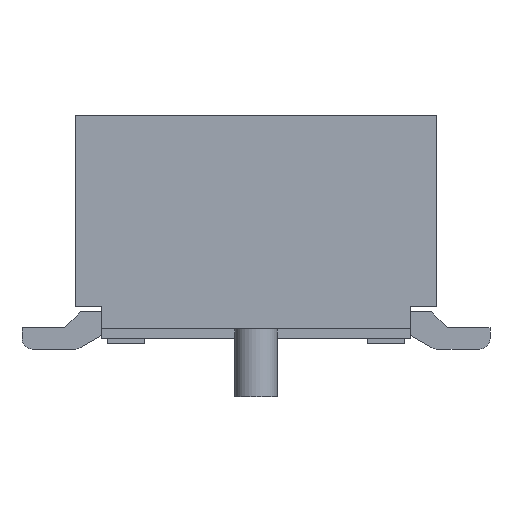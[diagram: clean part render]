
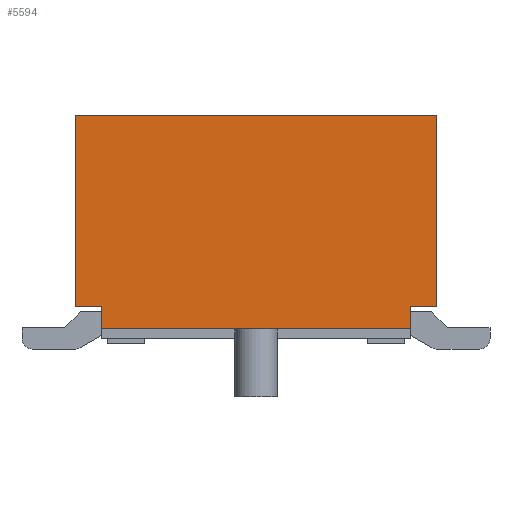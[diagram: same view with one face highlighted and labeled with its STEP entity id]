
A CAD part, left-side view. The second image highlights one B-rep face of the part: STEP entity #5594.
In plain terms, the highlighted planar face has unit normal (-1, 0, 0).
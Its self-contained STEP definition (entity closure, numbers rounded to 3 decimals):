
#225 = PLANE('',#226);
#226 = AXIS2_PLACEMENT_3D('',#227,#228,#229);
#227 = CARTESIAN_POINT('',(3.45,1.45,1.05));
#228 = DIRECTION('',(0.,-1.,0.));
#229 = DIRECTION('',(1.,0.,0.));
#1835 = VERTEX_POINT('',#1836);
#1836 = CARTESIAN_POINT('',(-3.45,1.45,0.09));
#1850 = PLANE('',#1851);
#1851 = AXIS2_PLACEMENT_3D('',#1852,#1853,#1854);
#1852 = CARTESIAN_POINT('',(-3.45,-1.45,0.09));
#1853 = DIRECTION('',(0.,0.,1.));
#1854 = DIRECTION('',(0.,-1.,0.));
#1862 = EDGE_CURVE('',#1835,#1863,#1865,.T.);
#1863 = VERTEX_POINT('',#1864);
#1864 = CARTESIAN_POINT('',(-3.45,1.45,0.3));
#1865 = SURFACE_CURVE('',#1866,(#1870,#1877),.PCURVE_S1.);
#1866 = LINE('',#1867,#1868);
#1867 = CARTESIAN_POINT('',(-3.45,1.45,1.05));
#1868 = VECTOR('',#1869,1.);
#1869 = DIRECTION('',(0.,0.,1.));
#1870 = PCURVE('',#225,#1871);
#1871 = DEFINITIONAL_REPRESENTATION('',(#1872),#1876);
#1872 = LINE('',#1873,#1874);
#1873 = CARTESIAN_POINT('',(-6.9,0.));
#1874 = VECTOR('',#1875,1.);
#1875 = DIRECTION('',(0.,1.));
#1876 = ( GEOMETRIC_REPRESENTATION_CONTEXT(2) 
PARAMETRIC_REPRESENTATION_CONTEXT() REPRESENTATION_CONTEXT('2D SPACE',''
  ) );
#1877 = PCURVE('',#1878,#1883);
#1878 = PLANE('',#1879);
#1879 = AXIS2_PLACEMENT_3D('',#1880,#1881,#1882);
#1880 = CARTESIAN_POINT('',(-3.45,3.25,1.05));
#1881 = DIRECTION('',(1.,0.,0.));
#1882 = DIRECTION('',(0.,1.,0.));
#1883 = DEFINITIONAL_REPRESENTATION('',(#1884),#1888);
#1884 = LINE('',#1885,#1886);
#1885 = CARTESIAN_POINT('',(-1.8,0.));
#1886 = VECTOR('',#1887,1.);
#1887 = DIRECTION('',(0.,1.));
#1888 = ( GEOMETRIC_REPRESENTATION_CONTEXT(2) 
PARAMETRIC_REPRESENTATION_CONTEXT() REPRESENTATION_CONTEXT('2D SPACE',''
  ) );
#1906 = PLANE('',#1907);
#1907 = AXIS2_PLACEMENT_3D('',#1908,#1909,#1910);
#1908 = CARTESIAN_POINT('',(3.45,3.25,0.3));
#1909 = DIRECTION('',(0.,0.,1.));
#1910 = DIRECTION('',(0.,-1.,0.));
#2370 = PLANE('',#2371);
#2371 = AXIS2_PLACEMENT_3D('',#2372,#2373,#2374);
#2372 = CARTESIAN_POINT('',(3.45,-1.45,1.05));
#2373 = DIRECTION('',(0.,1.,0.));
#2374 = DIRECTION('',(-1.,0.,0.));
#4342 = PLANE('',#4343);
#4343 = AXIS2_PLACEMENT_3D('',#4344,#4345,#4346);
#4344 = CARTESIAN_POINT('',(3.45,1.7,1.05));
#4345 = DIRECTION('',(0.,-1.,0.));
#4346 = DIRECTION('',(1.,0.,0.));
#4370 = PLANE('',#4371);
#4371 = AXIS2_PLACEMENT_3D('',#4372,#4373,#4374);
#4372 = CARTESIAN_POINT('',(3.45,3.25,2.1));
#4373 = DIRECTION('',(0.,0.,-1.));
#4374 = DIRECTION('',(0.,1.,0.));
#4398 = PLANE('',#4399);
#4399 = AXIS2_PLACEMENT_3D('',#4400,#4401,#4402);
#4400 = CARTESIAN_POINT('',(3.45,-1.7,1.05));
#4401 = DIRECTION('',(0.,-1.,0.));
#4402 = DIRECTION('',(1.,0.,0.));
#4426 = PLANE('',#4427);
#4427 = AXIS2_PLACEMENT_3D('',#4428,#4429,#4430);
#4428 = CARTESIAN_POINT('',(3.45,3.25,0.3));
#4429 = DIRECTION('',(0.,0.,-1.));
#4430 = DIRECTION('',(0.,1.,0.));
#5594 = ADVANCED_FACE('',(#5595),#1878,.F.);
#5595 = FACE_BOUND('',#5596,.T.);
#5596 = EDGE_LOOP('',(#5597,#5598,#5621,#5644,#5667,#5690,#5713,#5736));
#5597 = ORIENTED_EDGE('',*,*,#1862,.F.);
#5598 = ORIENTED_EDGE('',*,*,#5599,.F.);
#5599 = EDGE_CURVE('',#5600,#1835,#5602,.T.);
#5600 = VERTEX_POINT('',#5601);
#5601 = CARTESIAN_POINT('',(-3.45,-1.45,0.09));
#5602 = SURFACE_CURVE('',#5603,(#5607,#5614),.PCURVE_S1.);
#5603 = LINE('',#5604,#5605);
#5604 = CARTESIAN_POINT('',(-3.45,1.45,0.09));
#5605 = VECTOR('',#5606,1.);
#5606 = DIRECTION('',(0.,1.,0.));
#5607 = PCURVE('',#1878,#5608);
#5608 = DEFINITIONAL_REPRESENTATION('',(#5609),#5613);
#5609 = LINE('',#5610,#5611);
#5610 = CARTESIAN_POINT('',(-1.8,-0.96));
#5611 = VECTOR('',#5612,1.);
#5612 = DIRECTION('',(1.,0.));
#5613 = ( GEOMETRIC_REPRESENTATION_CONTEXT(2) 
PARAMETRIC_REPRESENTATION_CONTEXT() REPRESENTATION_CONTEXT('2D SPACE',''
  ) );
#5614 = PCURVE('',#1850,#5615);
#5615 = DEFINITIONAL_REPRESENTATION('',(#5616),#5620);
#5616 = LINE('',#5617,#5618);
#5617 = CARTESIAN_POINT('',(-2.9,0.));
#5618 = VECTOR('',#5619,1.);
#5619 = DIRECTION('',(-1.,0.));
#5620 = ( GEOMETRIC_REPRESENTATION_CONTEXT(2) 
PARAMETRIC_REPRESENTATION_CONTEXT() REPRESENTATION_CONTEXT('2D SPACE',''
  ) );
#5621 = ORIENTED_EDGE('',*,*,#5622,.F.);
#5622 = EDGE_CURVE('',#5623,#5600,#5625,.T.);
#5623 = VERTEX_POINT('',#5624);
#5624 = CARTESIAN_POINT('',(-3.45,-1.45,0.3));
#5625 = SURFACE_CURVE('',#5626,(#5630,#5637),.PCURVE_S1.);
#5626 = LINE('',#5627,#5628);
#5627 = CARTESIAN_POINT('',(-3.45,-1.45,1.05));
#5628 = VECTOR('',#5629,1.);
#5629 = DIRECTION('',(0.,0.,-1.));
#5630 = PCURVE('',#1878,#5631);
#5631 = DEFINITIONAL_REPRESENTATION('',(#5632),#5636);
#5632 = LINE('',#5633,#5634);
#5633 = CARTESIAN_POINT('',(-4.7,0.));
#5634 = VECTOR('',#5635,1.);
#5635 = DIRECTION('',(0.,-1.));
#5636 = ( GEOMETRIC_REPRESENTATION_CONTEXT(2) 
PARAMETRIC_REPRESENTATION_CONTEXT() REPRESENTATION_CONTEXT('2D SPACE',''
  ) );
#5637 = PCURVE('',#2370,#5638);
#5638 = DEFINITIONAL_REPRESENTATION('',(#5639),#5643);
#5639 = LINE('',#5640,#5641);
#5640 = CARTESIAN_POINT('',(6.9,0.));
#5641 = VECTOR('',#5642,1.);
#5642 = DIRECTION('',(-0.,-1.));
#5643 = ( GEOMETRIC_REPRESENTATION_CONTEXT(2) 
PARAMETRIC_REPRESENTATION_CONTEXT() REPRESENTATION_CONTEXT('2D SPACE',''
  ) );
#5644 = ORIENTED_EDGE('',*,*,#5645,.T.);
#5645 = EDGE_CURVE('',#5623,#5646,#5648,.T.);
#5646 = VERTEX_POINT('',#5647);
#5647 = CARTESIAN_POINT('',(-3.45,-1.7,0.3));
#5648 = SURFACE_CURVE('',#5649,(#5653,#5660),.PCURVE_S1.);
#5649 = LINE('',#5650,#5651);
#5650 = CARTESIAN_POINT('',(-3.45,3.25,0.3));
#5651 = VECTOR('',#5652,1.);
#5652 = DIRECTION('',(0.,-1.,0.));
#5653 = PCURVE('',#1878,#5654);
#5654 = DEFINITIONAL_REPRESENTATION('',(#5655),#5659);
#5655 = LINE('',#5656,#5657);
#5656 = CARTESIAN_POINT('',(0.,-0.75));
#5657 = VECTOR('',#5658,1.);
#5658 = DIRECTION('',(-1.,0.));
#5659 = ( GEOMETRIC_REPRESENTATION_CONTEXT(2) 
PARAMETRIC_REPRESENTATION_CONTEXT() REPRESENTATION_CONTEXT('2D SPACE',''
  ) );
#5660 = PCURVE('',#4426,#5661);
#5661 = DEFINITIONAL_REPRESENTATION('',(#5662),#5666);
#5662 = LINE('',#5663,#5664);
#5663 = CARTESIAN_POINT('',(0.,-6.9));
#5664 = VECTOR('',#5665,1.);
#5665 = DIRECTION('',(-1.,0.));
#5666 = ( GEOMETRIC_REPRESENTATION_CONTEXT(2) 
PARAMETRIC_REPRESENTATION_CONTEXT() REPRESENTATION_CONTEXT('2D SPACE',''
  ) );
#5667 = ORIENTED_EDGE('',*,*,#5668,.T.);
#5668 = EDGE_CURVE('',#5646,#5669,#5671,.T.);
#5669 = VERTEX_POINT('',#5670);
#5670 = CARTESIAN_POINT('',(-3.45,-1.7,2.1));
#5671 = SURFACE_CURVE('',#5672,(#5676,#5683),.PCURVE_S1.);
#5672 = LINE('',#5673,#5674);
#5673 = CARTESIAN_POINT('',(-3.45,-1.7,1.05));
#5674 = VECTOR('',#5675,1.);
#5675 = DIRECTION('',(0.,0.,1.));
#5676 = PCURVE('',#1878,#5677);
#5677 = DEFINITIONAL_REPRESENTATION('',(#5678),#5682);
#5678 = LINE('',#5679,#5680);
#5679 = CARTESIAN_POINT('',(-4.95,0.));
#5680 = VECTOR('',#5681,1.);
#5681 = DIRECTION('',(0.,1.));
#5682 = ( GEOMETRIC_REPRESENTATION_CONTEXT(2) 
PARAMETRIC_REPRESENTATION_CONTEXT() REPRESENTATION_CONTEXT('2D SPACE',''
  ) );
#5683 = PCURVE('',#4398,#5684);
#5684 = DEFINITIONAL_REPRESENTATION('',(#5685),#5689);
#5685 = LINE('',#5686,#5687);
#5686 = CARTESIAN_POINT('',(-6.9,0.));
#5687 = VECTOR('',#5688,1.);
#5688 = DIRECTION('',(0.,1.));
#5689 = ( GEOMETRIC_REPRESENTATION_CONTEXT(2) 
PARAMETRIC_REPRESENTATION_CONTEXT() REPRESENTATION_CONTEXT('2D SPACE',''
  ) );
#5690 = ORIENTED_EDGE('',*,*,#5691,.F.);
#5691 = EDGE_CURVE('',#5692,#5669,#5694,.T.);
#5692 = VERTEX_POINT('',#5693);
#5693 = CARTESIAN_POINT('',(-3.45,1.7,2.1));
#5694 = SURFACE_CURVE('',#5695,(#5699,#5706),.PCURVE_S1.);
#5695 = LINE('',#5696,#5697);
#5696 = CARTESIAN_POINT('',(-3.45,3.25,2.1));
#5697 = VECTOR('',#5698,1.);
#5698 = DIRECTION('',(0.,-1.,0.));
#5699 = PCURVE('',#1878,#5700);
#5700 = DEFINITIONAL_REPRESENTATION('',(#5701),#5705);
#5701 = LINE('',#5702,#5703);
#5702 = CARTESIAN_POINT('',(0.,1.05));
#5703 = VECTOR('',#5704,1.);
#5704 = DIRECTION('',(-1.,0.));
#5705 = ( GEOMETRIC_REPRESENTATION_CONTEXT(2) 
PARAMETRIC_REPRESENTATION_CONTEXT() REPRESENTATION_CONTEXT('2D SPACE',''
  ) );
#5706 = PCURVE('',#4370,#5707);
#5707 = DEFINITIONAL_REPRESENTATION('',(#5708),#5712);
#5708 = LINE('',#5709,#5710);
#5709 = CARTESIAN_POINT('',(0.,-6.9));
#5710 = VECTOR('',#5711,1.);
#5711 = DIRECTION('',(-1.,0.));
#5712 = ( GEOMETRIC_REPRESENTATION_CONTEXT(2) 
PARAMETRIC_REPRESENTATION_CONTEXT() REPRESENTATION_CONTEXT('2D SPACE',''
  ) );
#5713 = ORIENTED_EDGE('',*,*,#5714,.F.);
#5714 = EDGE_CURVE('',#5715,#5692,#5717,.T.);
#5715 = VERTEX_POINT('',#5716);
#5716 = CARTESIAN_POINT('',(-3.45,1.7,0.3));
#5717 = SURFACE_CURVE('',#5718,(#5722,#5729),.PCURVE_S1.);
#5718 = LINE('',#5719,#5720);
#5719 = CARTESIAN_POINT('',(-3.45,1.7,1.05));
#5720 = VECTOR('',#5721,1.);
#5721 = DIRECTION('',(0.,0.,1.));
#5722 = PCURVE('',#1878,#5723);
#5723 = DEFINITIONAL_REPRESENTATION('',(#5724),#5728);
#5724 = LINE('',#5725,#5726);
#5725 = CARTESIAN_POINT('',(-1.55,0.));
#5726 = VECTOR('',#5727,1.);
#5727 = DIRECTION('',(0.,1.));
#5728 = ( GEOMETRIC_REPRESENTATION_CONTEXT(2) 
PARAMETRIC_REPRESENTATION_CONTEXT() REPRESENTATION_CONTEXT('2D SPACE',''
  ) );
#5729 = PCURVE('',#4342,#5730);
#5730 = DEFINITIONAL_REPRESENTATION('',(#5731),#5735);
#5731 = LINE('',#5732,#5733);
#5732 = CARTESIAN_POINT('',(-6.9,0.));
#5733 = VECTOR('',#5734,1.);
#5734 = DIRECTION('',(0.,1.));
#5735 = ( GEOMETRIC_REPRESENTATION_CONTEXT(2) 
PARAMETRIC_REPRESENTATION_CONTEXT() REPRESENTATION_CONTEXT('2D SPACE',''
  ) );
#5736 = ORIENTED_EDGE('',*,*,#5737,.F.);
#5737 = EDGE_CURVE('',#1863,#5715,#5738,.T.);
#5738 = SURFACE_CURVE('',#5739,(#5743,#5750),.PCURVE_S1.);
#5739 = LINE('',#5740,#5741);
#5740 = CARTESIAN_POINT('',(-3.45,3.25,0.3));
#5741 = VECTOR('',#5742,1.);
#5742 = DIRECTION('',(0.,1.,0.));
#5743 = PCURVE('',#1878,#5744);
#5744 = DEFINITIONAL_REPRESENTATION('',(#5745),#5749);
#5745 = LINE('',#5746,#5747);
#5746 = CARTESIAN_POINT('',(0.,-0.75));
#5747 = VECTOR('',#5748,1.);
#5748 = DIRECTION('',(1.,0.));
#5749 = ( GEOMETRIC_REPRESENTATION_CONTEXT(2) 
PARAMETRIC_REPRESENTATION_CONTEXT() REPRESENTATION_CONTEXT('2D SPACE',''
  ) );
#5750 = PCURVE('',#1906,#5751);
#5751 = DEFINITIONAL_REPRESENTATION('',(#5752),#5756);
#5752 = LINE('',#5753,#5754);
#5753 = CARTESIAN_POINT('',(0.,-6.9));
#5754 = VECTOR('',#5755,1.);
#5755 = DIRECTION('',(-1.,0.));
#5756 = ( GEOMETRIC_REPRESENTATION_CONTEXT(2) 
PARAMETRIC_REPRESENTATION_CONTEXT() REPRESENTATION_CONTEXT('2D SPACE',''
  ) );
